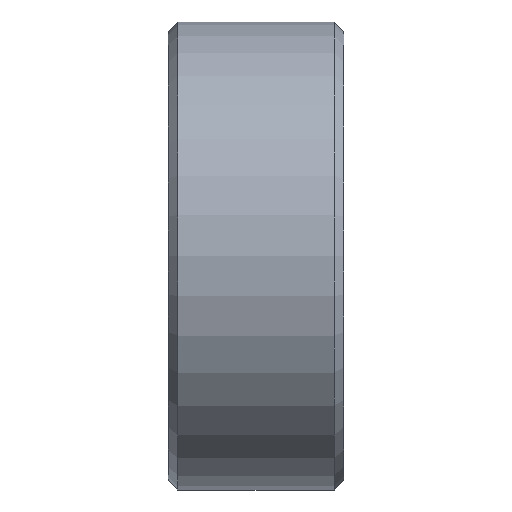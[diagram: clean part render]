
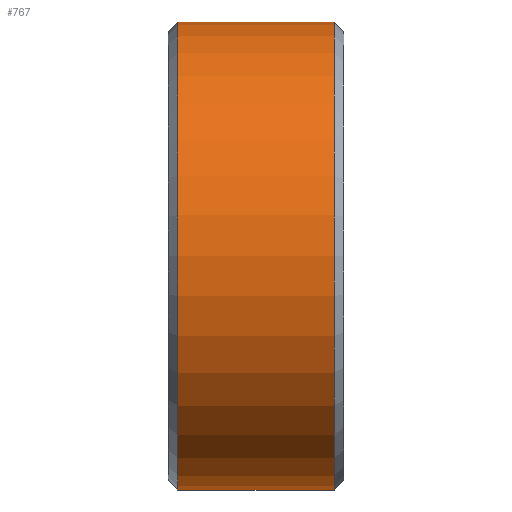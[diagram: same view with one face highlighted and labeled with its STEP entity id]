
A CAD part, top view. The second image highlights one B-rep face of the part: STEP entity #767.
In plain terms, the highlighted cylindrical face has radius 6.35 mm (diameter 12.7 mm), a partial arc.
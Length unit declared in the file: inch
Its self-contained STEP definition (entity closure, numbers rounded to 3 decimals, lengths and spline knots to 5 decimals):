
#190=DIRECTION('',(-1.,0.,0.));
#191=VECTOR('',#190,0.16667);
#192=CARTESIAN_POINT('',(0.08333,0.25,0.));
#193=LINE('',#192,#191);
#194=DIRECTION('',(-1.,0.,0.));
#195=VECTOR('',#194,0.16667);
#196=CARTESIAN_POINT('',(0.08333,-0.25,0.));
#197=LINE('',#196,#195);
#203=CARTESIAN_POINT('',(0.08333,0.,0.));
#204=DIRECTION('',(1.,0.,0.));
#205=DIRECTION('',(0.,1.,0.));
#206=AXIS2_PLACEMENT_3D('',#203,#204,#205);
#208=CARTESIAN_POINT('',(-0.08333,0.,0.));
#209=DIRECTION('',(1.,0.,0.));
#210=DIRECTION('',(0.,1.,0.));
#211=AXIS2_PLACEMENT_3D('',#208,#209,#210);
#374=CARTESIAN_POINT('',(0.08333,0.25,0.));
#375=CARTESIAN_POINT('',(-0.08333,0.25,0.));
#376=VERTEX_POINT('',#374);
#377=VERTEX_POINT('',#375);
#390=CARTESIAN_POINT('',(0.08333,-0.25,0.));
#391=CARTESIAN_POINT('',(-0.08333,-0.25,0.));
#392=VERTEX_POINT('',#390);
#393=VERTEX_POINT('',#391);
#755=CARTESIAN_POINT('',(-0.10313,0.,0.));
#756=DIRECTION('',(1.,0.,0.));
#757=DIRECTION('',(0.,-1.,0.));
#758=AXIS2_PLACEMENT_3D('',#755,#756,#757);
#759=CYLINDRICAL_SURFACE('',#758,0.25);
#760=ORIENTED_EDGE('',*,*,#745,.F.);
#761=ORIENTED_EDGE('',*,*,#722,.T.);
#762=ORIENTED_EDGE('',*,*,#749,.T.);
#764=ORIENTED_EDGE('',*,*,#763,.F.);
#765=EDGE_LOOP('',(#760,#761,#762,#764));
#766=FACE_OUTER_BOUND('',#765,.F.);
#207=CIRCLE('',#206,0.25);
#212=CIRCLE('',#211,0.25);
#722=EDGE_CURVE('',#376,#392,#207,.T.);
#745=EDGE_CURVE('',#376,#377,#193,.T.);
#749=EDGE_CURVE('',#392,#393,#197,.T.);
#763=EDGE_CURVE('',#377,#393,#212,.T.);
#767=ADVANCED_FACE('',(#766),#759,.T.);
